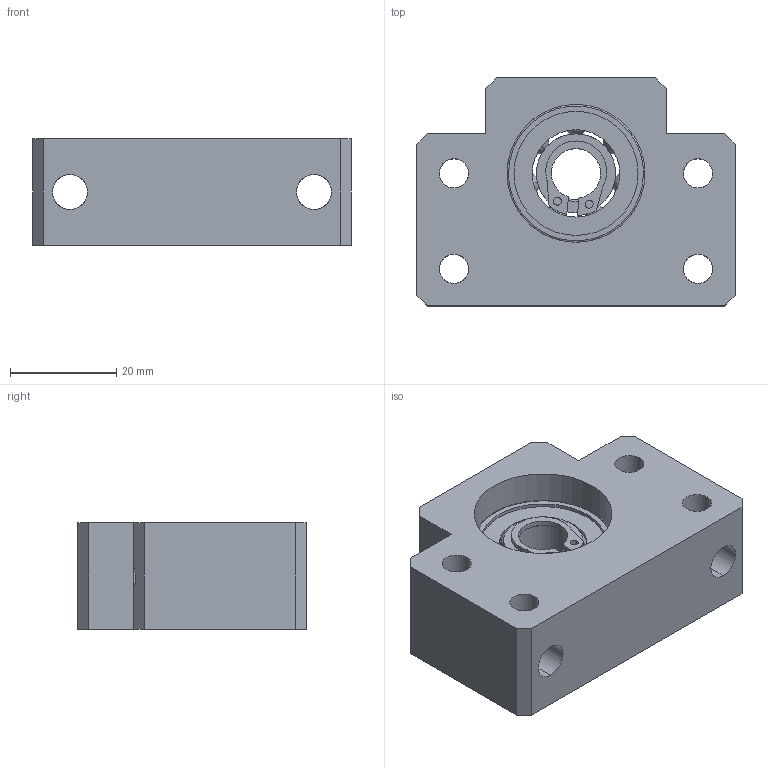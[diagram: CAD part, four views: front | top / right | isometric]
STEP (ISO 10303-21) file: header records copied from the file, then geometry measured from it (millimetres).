
FILE_DESCRIPTION (( 'STEP AP214' ), '1' );
FILE_NAME ('BF12.STEP', '2019-04-04T07:57:27', ( '' ), ( '' ), 'SwSTEP 2.0', 'SolidWorks 2015', '' );
FILE_SCHEMA (( 'AUTOMOTIVE_DESIGN' ));
Length unit declared in the file: millimetre
Products named in the file (1): BF12
Bounding box: 60 x 43 x 20 mm (x, y, z)
Volume: 33790.9 mm3; surface area: 14897.2 mm2
Topology: 3 solids, 3 shells, 733 faces, 2138 edges, 1421 vertices
Faces by surface type: plane 562, bspline 105, cylinder 66
Entity records: 28035 total; most frequent: CARTESIAN_POINT 9246, ORIENTED_EDGE 4276, DIRECTION 3321, EDGE_CURVE 2138, VECTOR 1609, LINE 1609, VERTEX_POINT 1421, AXIS2_PLACEMENT_3D 856
